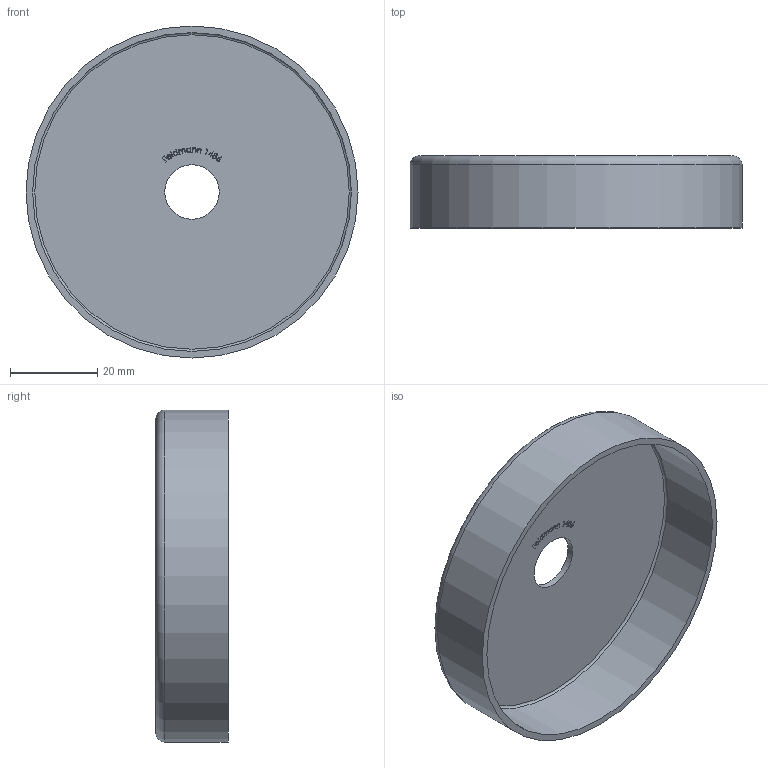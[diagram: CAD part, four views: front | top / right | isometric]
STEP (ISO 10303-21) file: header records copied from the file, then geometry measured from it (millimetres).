
FILE_DESCRIPTION (( 'STEP AP203' ), '1' );
FILE_NAME ('1486.STEP', '2024-10-17T12:49:41', ( '' ), ( '' ), 'SwSTEP 2.0', 'SolidWorks 2018', '' );
FILE_SCHEMA (( 'CONFIG_CONTROL_DESIGN' ));
Length unit declared in the file: millimetre
Products named in the file (1): 1486
Bounding box: 76 x 16.5 x 76 mm (x, y, z)
Volume: 11694.3 mm3; surface area: 16044.6 mm2
Topology: 1 solids, 1 shells, 177 faces, 463 edges, 308 vertices
Faces by surface type: plane 98, bspline 74, cylinder 3, torus 2
Full cylindrical faces by diameter (mm): 12.5 x1, 73 x1, 76 x1
Entity records: 9085 total; most frequent: CARTESIAN_POINT 5162, ORIENTED_EDGE 916, DIRECTION 526, EDGE_CURVE 458, VERTEX_POINT 308, VECTOR 302, LINE 302, EDGE_LOOP 204
